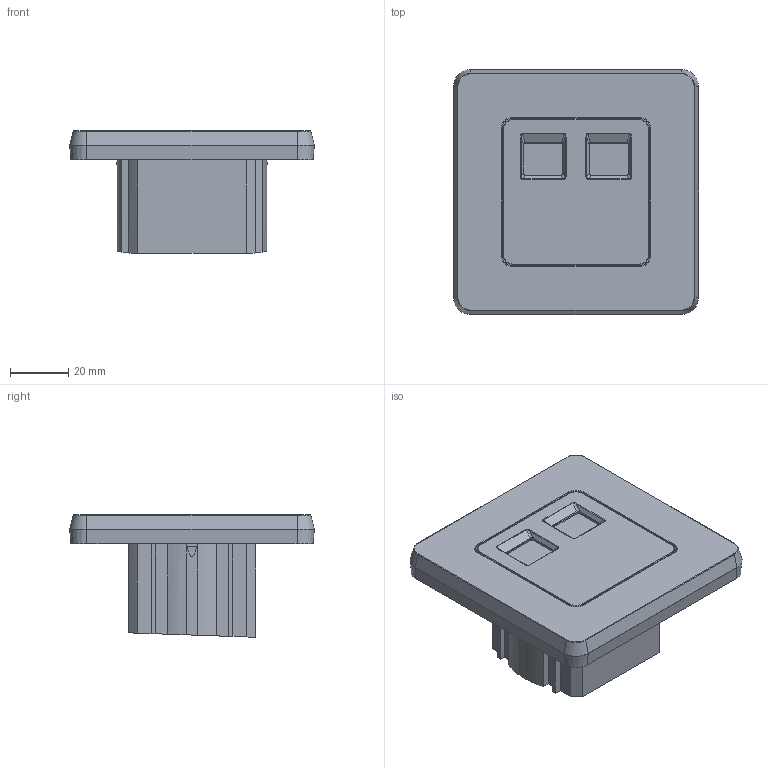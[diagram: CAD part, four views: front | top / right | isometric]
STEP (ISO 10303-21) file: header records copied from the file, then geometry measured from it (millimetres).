
FILE_DESCRIPTION (( 'STEP AP203' ), '1' );
FILE_NAME ('Ðîç RJ45x2.STEP', '2025-05-27T12:48:38', ( '' ), ( '' ), 'SwSTEP 2.0', 'SolidWorks 2022', '' );
FILE_SCHEMA (( 'CONFIG_CONTROL_DESIGN' ));
Length unit declared in the file: millimetre
Products named in the file (1): Роз RJ45x2
Bounding box: 84 x 84 x 42 mm (x, y, z)
Volume: 130525.4 mm3; surface area: 24516.9 mm2
Topology: 1 solids, 4 shells, 238 faces, 571 edges, 347 vertices
Faces by surface type: plane 98, cylinder 60, bspline 52, cone 20, torus 8
Entity records: 12422 total; most frequent: CARTESIAN_POINT 7243, ORIENTED_EDGE 1142, DIRECTION 922, EDGE_CURVE 571, VERTEX_POINT 347, LINE 316, VECTOR 316, AXIS2_PLACEMENT_3D 303
